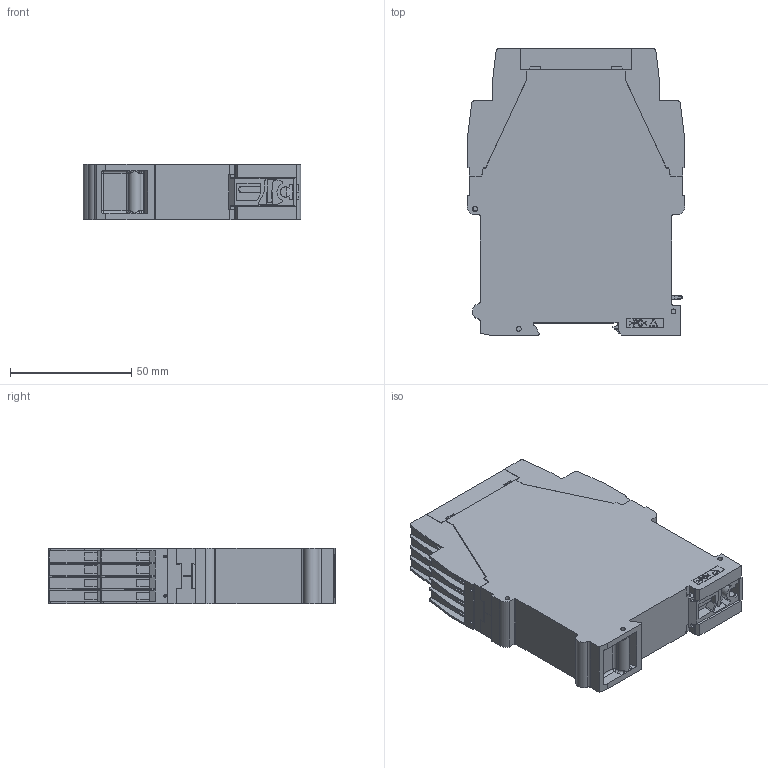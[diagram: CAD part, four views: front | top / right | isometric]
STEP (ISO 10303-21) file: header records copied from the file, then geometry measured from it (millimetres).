
FILE_DESCRIPTION (( 'STEP AP214' ), '1' );
FILE_NAME ('LG7928-97-61-10.STEP', '2018-05-11T15:05:56', ( '' ), ( '' ), 'SwSTEP 2.0', 'SolidWorks 2017', '' );
FILE_SCHEMA (( 'AUTOMOTIVE_DESIGN' ));
Length unit declared in the file: inch
Products named in the file (1): LG7928-97-61-10
Bounding box: 89.85 x 118.25 x 23 mm (x, y, z)
Volume: 207121.9 mm3; surface area: 40474.3 mm2
Topology: 1 solids, 1 shells, 2054 faces, 5949 edges, 3913 vertices
Faces by surface type: plane 1604, cylinder 319, bspline 92, cone 33, torus 6
Full cylindrical faces by diameter (mm): 1.2 x4, 1.995 x2, 2 x3, 2.2 x1, 4.6 x16
Entity records: 81170 total; most frequent: CARTESIAN_POINT 19327, ORIENTED_EDGE 11672, DIRECTION 9445, EDGE_CURVE 5836, LINE 4467, VECTOR 4467, VERTEX_POINT 3862, AXIS2_PLACEMENT_3D 2489
